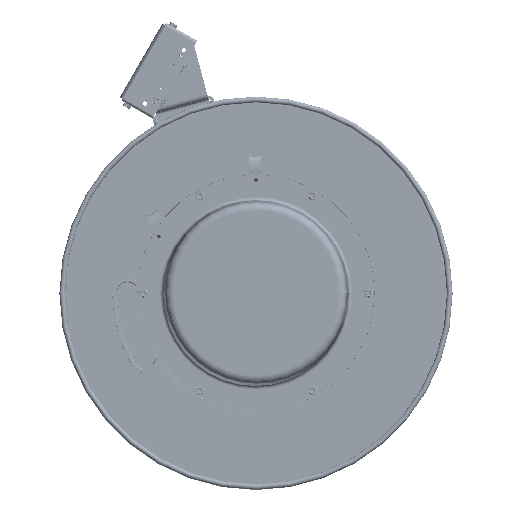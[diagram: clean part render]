
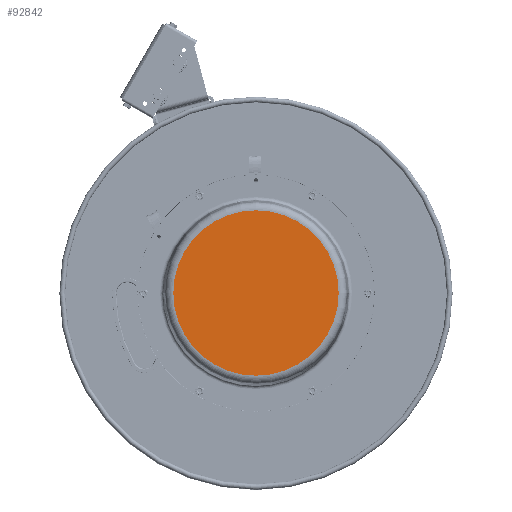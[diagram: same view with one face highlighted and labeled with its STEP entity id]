
A CAD part, top view. The second image highlights one B-rep face of the part: STEP entity #92842.
In plain terms, the highlighted planar face has unit normal (0, 0, 1).
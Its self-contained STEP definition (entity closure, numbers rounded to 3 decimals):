
#7364 = DIRECTION ( 'NONE',  ( 0., 0., 1. ) ) ;
#10893 = DIRECTION ( 'NONE',  ( 1., 0., 0. ) ) ;
#29401 = VERTEX_POINT ( 'NONE', #190873 ) ;
#73512 = CARTESIAN_POINT ( 'NONE',  ( 0., 0., 410.5 ) ) ;
#89193 = AXIS2_PLACEMENT_3D ( 'NONE', #73512, #203219, #415299 ) ;
#92842 = ADVANCED_FACE ( 'NONE', ( #183835 ), #186016, .T. ) ;
#101443 = AXIS2_PLACEMENT_3D ( 'NONE', #150250, #7364, #315658 ) ;
#105536 = EDGE_CURVE ( 'NONE', #305831, #29401, #260125, .T. ) ;
#147152 = CARTESIAN_POINT ( 'NONE',  ( 0., 0., 410.5 ) ) ;
#150250 = CARTESIAN_POINT ( 'NONE',  ( 0., 0., 410.5 ) ) ;
#183835 = FACE_OUTER_BOUND ( 'NONE', #284935, .T. ) ;
#186016 = PLANE ( 'NONE',  #101443 ) ;
#190873 = CARTESIAN_POINT ( 'NONE',  ( -115.699, 0., 410.5 ) ) ;
#203219 = DIRECTION ( 'NONE',  ( 0., 0., 1. ) ) ;
#228719 = ORIENTED_EDGE ( 'NONE', *, *, #105536, .T. ) ;
#260125 = CIRCLE ( 'NONE', #89193, 115.699 ) ;
#284935 = EDGE_LOOP ( 'NONE', ( #228719, #429103 ) ) ;
#305831 = VERTEX_POINT ( 'NONE', #340315 ) ;
#315658 = DIRECTION ( 'NONE',  ( 1., 0., 0. ) ) ;
#323598 = DIRECTION ( 'NONE',  ( 0., 0., 1. ) ) ;
#340315 = CARTESIAN_POINT ( 'NONE',  ( 115.699, 0., 410.5 ) ) ;
#354810 = CIRCLE ( 'NONE', #404538, 115.699 ) ;
#401585 = EDGE_CURVE ( 'NONE', #29401, #305831, #354810, .T. ) ;
#404538 = AXIS2_PLACEMENT_3D ( 'NONE', #147152, #323598, #10893 ) ;
#415299 = DIRECTION ( 'NONE',  ( 1., 0., 0. ) ) ;
#429103 = ORIENTED_EDGE ( 'NONE', *, *, #401585, .T. ) ;
